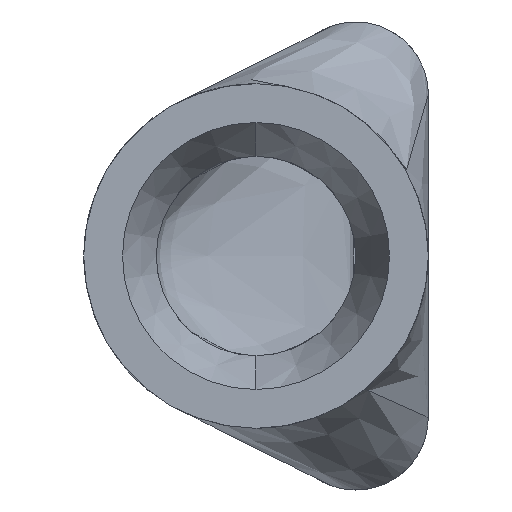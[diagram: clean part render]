
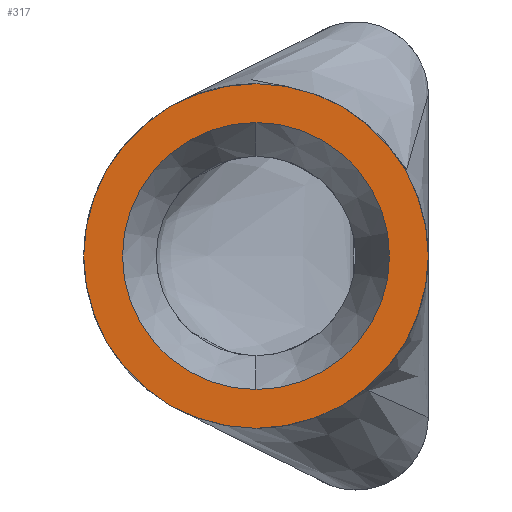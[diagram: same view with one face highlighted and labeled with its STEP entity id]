
A CAD part, left-side view. The second image highlights one B-rep face of the part: STEP entity #317.
In plain terms, the highlighted planar face has unit normal (-1, 0, 0).
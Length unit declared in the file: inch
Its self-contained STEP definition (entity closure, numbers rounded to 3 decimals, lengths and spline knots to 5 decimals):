
#22 = CARTESIAN_POINT ( 'NONE',  ( 0., 0.2135, 0. ) ) ;
#33 = DIRECTION ( 'NONE',  ( -1., 0., 0. ) ) ;
#43 = CARTESIAN_POINT ( 'NONE',  ( 0., 0.2135, -0.16547 ) ) ;
#47 = FACE_OUTER_BOUND ( 'NONE', #545, .T. ) ;
#143 = AXIS2_PLACEMENT_3D ( 'NONE', #708, #803, #620 ) ;
#160 = EDGE_CURVE ( 'NONE', #1081, #1072, #904, .T. ) ;
#202 = AXIS2_PLACEMENT_3D ( 'NONE', #912, #315, #206 ) ;
#206 = DIRECTION ( 'NONE',  ( 0., 0., 1. ) ) ;
#210 = PLANE ( 'NONE',  #202 ) ;
#315 = DIRECTION ( 'NONE',  ( -1., 0., 0. ) ) ;
#317 = ADVANCED_FACE ( 'NONE', ( #986, #47 ), #210, .T. ) ;
#330 = DIRECTION ( 'NONE',  ( 0., 0., 1. ) ) ;
#335 = VERTEX_POINT ( 'NONE', #43 ) ;
#436 = EDGE_LOOP ( 'NONE', ( #875, #671 ) ) ;
#480 = VERTEX_POINT ( 'NONE', #969 ) ;
#498 = CARTESIAN_POINT ( 'NONE',  ( 0., 0.2135, 0.2135 ) ) ;
#510 = EDGE_CURVE ( 'NONE', #335, #480, #707, .T. ) ;
#544 = DIRECTION ( 'NONE',  ( 0., 0., 1. ) ) ;
#545 = EDGE_LOOP ( 'NONE', ( #1087, #1051 ) ) ;
#610 = AXIS2_PLACEMENT_3D ( 'NONE', #835, #756, #330 ) ;
#620 = DIRECTION ( 'NONE',  ( 0., 0., 1. ) ) ;
#671 = ORIENTED_EDGE ( 'NONE', *, *, #510, .T. ) ;
#707 = CIRCLE ( 'NONE', #143, 0.16547 ) ;
#708 = CARTESIAN_POINT ( 'NONE',  ( 0., 0.2135, 0. ) ) ;
#718 = CIRCLE ( 'NONE', #610, 0.16547 ) ;
#720 = CARTESIAN_POINT ( 'NONE',  ( 0., 0.2135, 0. ) ) ;
#745 = CARTESIAN_POINT ( 'NONE',  ( 0., 0.2135, -0.2135 ) ) ;
#756 = DIRECTION ( 'NONE',  ( 1., 0., 0. ) ) ;
#798 = AXIS2_PLACEMENT_3D ( 'NONE', #22, #33, #544 ) ;
#803 = DIRECTION ( 'NONE',  ( 1., 0., 0. ) ) ;
#835 = CARTESIAN_POINT ( 'NONE',  ( 0., 0.2135, 0. ) ) ;
#875 = ORIENTED_EDGE ( 'NONE', *, *, #1115, .T. ) ;
#893 = DIRECTION ( 'NONE',  ( 0., 0., 1. ) ) ;
#904 = CIRCLE ( 'NONE', #798, 0.2135 ) ;
#912 = CARTESIAN_POINT ( 'NONE',  ( 0., 0., 0. ) ) ;
#932 = AXIS2_PLACEMENT_3D ( 'NONE', #720, #1064, #893 ) ;
#969 = CARTESIAN_POINT ( 'NONE',  ( 0., 0.2135, 0.16547 ) ) ;
#986 = FACE_BOUND ( 'NONE', #436, .T. ) ;
#988 = CIRCLE ( 'NONE', #932, 0.2135 ) ;
#1025 = EDGE_CURVE ( 'NONE', #1072, #1081, #988, .T. ) ;
#1051 = ORIENTED_EDGE ( 'NONE', *, *, #160, .T. ) ;
#1064 = DIRECTION ( 'NONE',  ( -1., 0., 0. ) ) ;
#1072 = VERTEX_POINT ( 'NONE', #498 ) ;
#1081 = VERTEX_POINT ( 'NONE', #745 ) ;
#1087 = ORIENTED_EDGE ( 'NONE', *, *, #1025, .T. ) ;
#1115 = EDGE_CURVE ( 'NONE', #480, #335, #718, .T. ) ;
